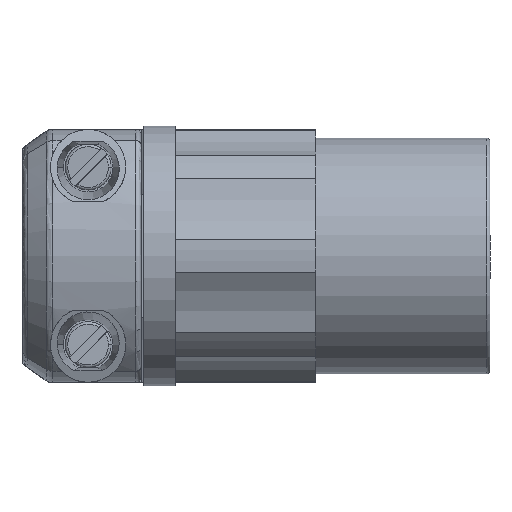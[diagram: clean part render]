
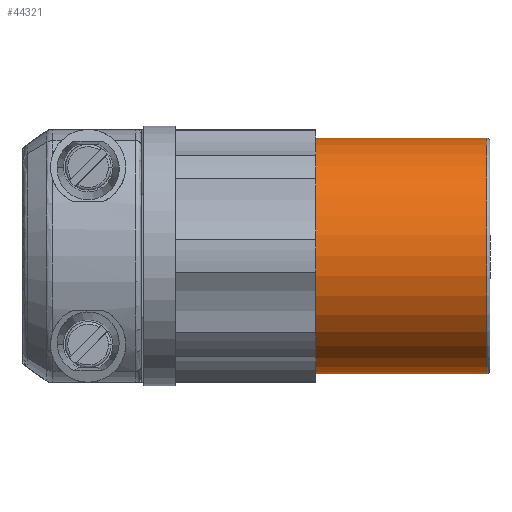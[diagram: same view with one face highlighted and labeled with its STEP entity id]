
A CAD part, top view. The second image highlights one B-rep face of the part: STEP entity #44321.
In plain terms, the highlighted cylindrical face has radius 17.653 mm (diameter 35.306 mm), a partial arc.
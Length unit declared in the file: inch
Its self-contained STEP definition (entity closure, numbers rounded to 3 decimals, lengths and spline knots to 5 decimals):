
#3015 = DIRECTION ( 'NONE',  ( 0., 1., 0. ) ) ;
#3522 = VERTEX_POINT ( 'NONE', #4616 ) ;
#3627 = VECTOR ( 'NONE', #35669, 39.37008 ) ;
#4616 = CARTESIAN_POINT ( 'NONE',  ( -0.02, 0.695, 0. ) ) ;
#5518 = EDGE_CURVE ( 'NONE', #42627, #3522, #35901, .T. ) ;
#8095 = LINE ( 'NONE', #18001, #22007 ) ;
#8276 = DIRECTION ( 'NONE',  ( 0., 1., 0. ) ) ;
#9415 = ORIENTED_EDGE ( 'NONE', *, *, #13615, .T. ) ;
#10221 = CYLINDRICAL_SURFACE ( 'NONE', #14965, 0.695 ) ;
#11139 = AXIS2_PLACEMENT_3D ( 'NONE', #25410, #39152, #8276 ) ;
#11545 = CARTESIAN_POINT ( 'NONE',  ( -0.02, 0.695, 0. ) ) ;
#11713 = VERTEX_POINT ( 'NONE', #25970 ) ;
#12568 = EDGE_CURVE ( 'NONE', #42627, #11713, #19082, .T. ) ;
#13615 = EDGE_CURVE ( 'NONE', #11713, #21658, #8095, .T. ) ;
#14958 = ORIENTED_EDGE ( 'NONE', *, *, #12568, .T. ) ;
#14965 = AXIS2_PLACEMENT_3D ( 'NONE', #21047, #37967, #3015 ) ;
#15272 = CIRCLE ( 'NONE', #38328, 0.695 ) ;
#15587 = DIRECTION ( 'NONE',  ( 0., -1., 0. ) ) ;
#16432 = ORIENTED_EDGE ( 'NONE', *, *, #35463, .T. ) ;
#18001 = CARTESIAN_POINT ( 'NONE',  ( -0.02, -0.695, 0. ) ) ;
#18950 = CARTESIAN_POINT ( 'NONE',  ( -0.02, -0.695, 0. ) ) ;
#19082 = CIRCLE ( 'NONE', #11139, 0.695 ) ;
#21047 = CARTESIAN_POINT ( 'NONE',  ( -0.02, 0., 0. ) ) ;
#21658 = VERTEX_POINT ( 'NONE', #18950 ) ;
#21843 = DIRECTION ( 'NONE',  ( 1., 0., 0. ) ) ;
#22007 = VECTOR ( 'NONE', #21843, 39.37008 ) ;
#23777 = ORIENTED_EDGE ( 'NONE', *, *, #5518, .F. ) ;
#25410 = CARTESIAN_POINT ( 'NONE',  ( -1.027, 0., 0. ) ) ;
#25970 = CARTESIAN_POINT ( 'NONE',  ( -1.027, -0.695, 0. ) ) ;
#26917 = FACE_OUTER_BOUND ( 'NONE', #36083, .T. ) ;
#30013 = DIRECTION ( 'NONE',  ( -1., 0., 0. ) ) ;
#32729 = CARTESIAN_POINT ( 'NONE',  ( -0.02, 0., 0. ) ) ;
#35463 = EDGE_CURVE ( 'NONE', #21658, #3522, #15272, .T. ) ;
#35669 = DIRECTION ( 'NONE',  ( 1., 0., 0. ) ) ;
#35901 = LINE ( 'NONE', #11545, #3627 ) ;
#36083 = EDGE_LOOP ( 'NONE', ( #14958, #9415, #16432, #23777 ) ) ;
#37047 = CARTESIAN_POINT ( 'NONE',  ( -1.027, 0.695, 0. ) ) ;
#37967 = DIRECTION ( 'NONE',  ( 1., 0., 0. ) ) ;
#38328 = AXIS2_PLACEMENT_3D ( 'NONE', #32729, #30013, #15587 ) ;
#39152 = DIRECTION ( 'NONE',  ( 1., 0., 0. ) ) ;
#42627 = VERTEX_POINT ( 'NONE', #37047 ) ;
#44321 = ADVANCED_FACE ( 'NONE', ( #26917 ), #10221, .T. ) ;
